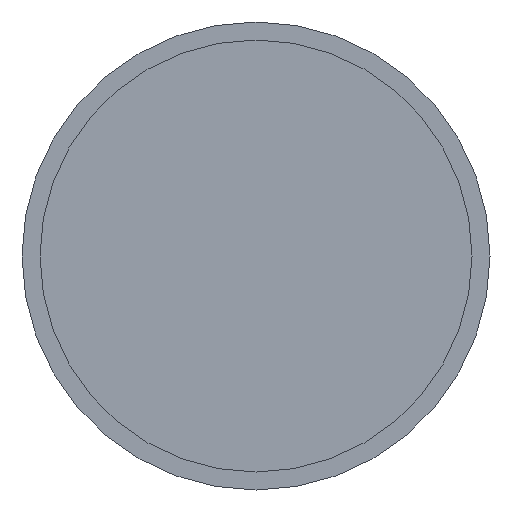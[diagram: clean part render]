
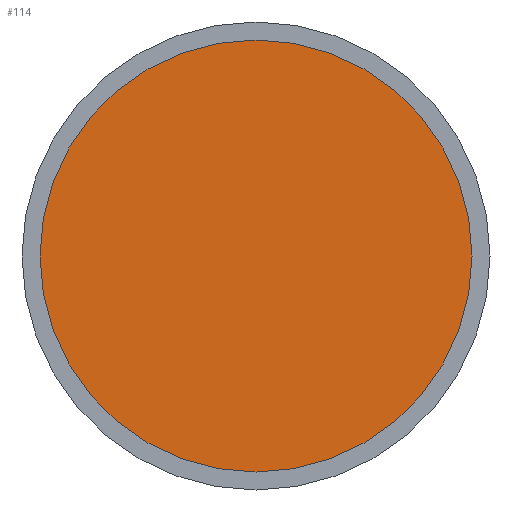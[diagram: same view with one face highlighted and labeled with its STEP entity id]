
A CAD part, front view. The second image highlights one B-rep face of the part: STEP entity #114.
In plain terms, the highlighted planar face has unit normal (0, -1, 0).
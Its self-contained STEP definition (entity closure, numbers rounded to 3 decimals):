
#114 = ADVANCED_FACE( '', ( #234 ), #235, .F. );
#234 = FACE_OUTER_BOUND( '', #349, .T. );
#235 = PLANE( '', #350 );
#349 = EDGE_LOOP( '', ( #614 ) );
#350 = AXIS2_PLACEMENT_3D( '', #615, #616, #617 );
#614 = ORIENTED_EDGE( '', *, *, #659, .T. );
#615 = CARTESIAN_POINT( '', ( 30., 3., 0. ) );
#616 = DIRECTION( '', ( 0., 1., 0. ) );
#617 = DIRECTION( '', ( 0., 0., 1. ) );
#659 = EDGE_CURVE( '', #765, #765, #766, .T. );
#765 = VERTEX_POINT( '', #895 );
#766 = CIRCLE( '', #896, 30. );
#895 = CARTESIAN_POINT( '', ( 0., 3., -30. ) );
#896 = AXIS2_PLACEMENT_3D( '', #1043, #1044, #1045 );
#1043 = CARTESIAN_POINT( '', ( 0., 3., 0. ) );
#1044 = DIRECTION( '', ( 0., -1., 0. ) );
#1045 = DIRECTION( '', ( 0., 0., -1. ) );
